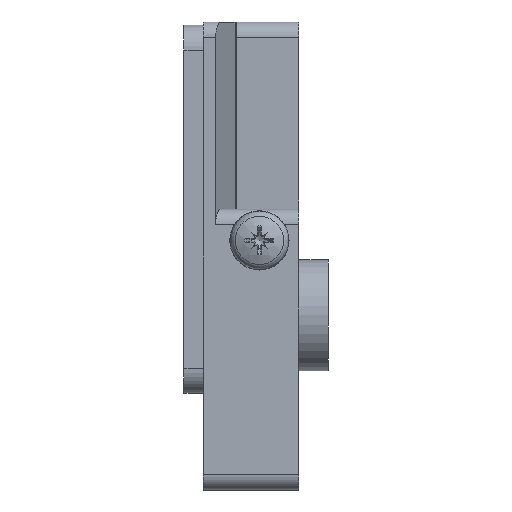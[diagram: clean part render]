
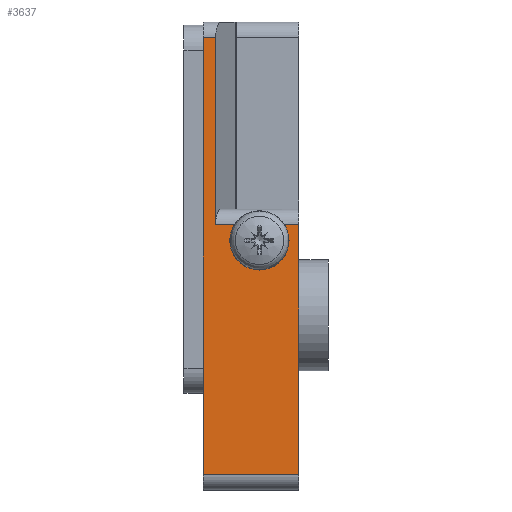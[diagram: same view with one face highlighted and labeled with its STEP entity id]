
A CAD part, left-side view. The second image highlights one B-rep face of the part: STEP entity #3637.
In plain terms, the highlighted planar face has unit normal (-1, 0, 0).
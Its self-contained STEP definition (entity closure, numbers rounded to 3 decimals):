
#351=PLANE('',#3954);
#461=FACE_OUTER_BOUND('',#666,.T.);
#666=EDGE_LOOP('',(#2580,#2581,#2582,#2583,#2584,#2585,#2586,#2587));
#890=LINE('',#5561,#1102);
#907=LINE('',#5611,#1119);
#909=LINE('',#5625,#1121);
#911=LINE('',#5631,#1123);
#912=LINE('',#5634,#1124);
#913=LINE('',#5637,#1125);
#914=LINE('',#5638,#1126);
#1102=VECTOR('',#4446,10.);
#1119=VECTOR('',#4487,10.);
#1121=VECTOR('',#4503,10.);
#1123=VECTOR('',#4511,10.);
#1124=VECTOR('',#4514,10.);
#1125=VECTOR('',#4517,10.);
#1126=VECTOR('',#4518,10.);
#1315=CIRCLE('',#3955,2.7);
#1544=VERTEX_POINT('',#5558);
#1545=VERTEX_POINT('',#5560);
#1565=VERTEX_POINT('',#5608);
#1566=VERTEX_POINT('',#5610);
#1570=VERTEX_POINT('',#5622);
#1571=VERTEX_POINT('',#5624);
#1573=VERTEX_POINT('',#5633);
#1574=VERTEX_POINT('',#5635);
#1935=EDGE_CURVE('',#1545,#1544,#890,.T.);
#1960=EDGE_CURVE('',#1566,#1565,#907,.T.);
#1967=EDGE_CURVE('',#1571,#1570,#909,.T.);
#1971=EDGE_CURVE('',#1566,#1570,#911,.T.);
#1972=EDGE_CURVE('',#1573,#1565,#912,.T.);
#1973=EDGE_CURVE('',#1573,#1574,#1315,.T.);
#1974=EDGE_CURVE('',#1545,#1574,#913,.T.);
#1975=EDGE_CURVE('',#1571,#1544,#914,.T.);
#2580=ORIENTED_EDGE('',*,*,#1971,.F.);
#2581=ORIENTED_EDGE('',*,*,#1960,.T.);
#2582=ORIENTED_EDGE('',*,*,#1972,.F.);
#2583=ORIENTED_EDGE('',*,*,#1973,.T.);
#2584=ORIENTED_EDGE('',*,*,#1974,.F.);
#2585=ORIENTED_EDGE('',*,*,#1935,.T.);
#2586=ORIENTED_EDGE('',*,*,#1975,.F.);
#2587=ORIENTED_EDGE('',*,*,#1967,.T.);
#3637=ADVANCED_FACE('',(#461),#351,.T.);
#3954=AXIS2_PLACEMENT_3D('',#5632,#4512,#4513);
#3955=AXIS2_PLACEMENT_3D('',#5636,#4515,#4516);
#4446=DIRECTION('',(0.,0.,1.));
#4487=DIRECTION('',(0.,0.,1.));
#4503=DIRECTION('',(0.,0.,-1.));
#4511=DIRECTION('',(0.,1.,0.));
#4512=DIRECTION('center_axis',(-1.,0.,0.));
#4513=DIRECTION('ref_axis',(0.,-1.,0.));
#4514=DIRECTION('',(0.,-1.,0.));
#4515=DIRECTION('center_axis',(1.,0.,0.));
#4516=DIRECTION('ref_axis',(0.,0.,-1.));
#4517=DIRECTION('',(0.,-1.,0.));
#4518=DIRECTION('',(0.,-1.,0.));
#5558=CARTESIAN_POINT('',(-15.,-2.,72.5));
#5560=CARTESIAN_POINT('',(-15.,-2.,42.5));
#5561=CARTESIAN_POINT('',(-15.,-2.,37.5));
#5608=CARTESIAN_POINT('',(-15.,-15.3,42.5));
#5610=CARTESIAN_POINT('',(-15.,-15.3,2.5));
#5611=CARTESIAN_POINT('',(-15.,-15.3,75.));
#5622=CARTESIAN_POINT('',(-15.,0.,2.5));
#5624=CARTESIAN_POINT('',(-15.,0.,72.5));
#5625=CARTESIAN_POINT('',(-15.,0.,75.));
#5631=CARTESIAN_POINT('',(-15.,0.,2.5));
#5632=CARTESIAN_POINT('Origin',(-15.,0.,0.));
#5633=CARTESIAN_POINT('',(-15.,-10.02,42.5));
#5634=CARTESIAN_POINT('',(-15.,-7.65,42.5));
#5635=CARTESIAN_POINT('',(-15.,-7.98,42.5));
#5636=CARTESIAN_POINT('Origin',(-15.,-9.,40.));
#5637=CARTESIAN_POINT('',(-15.,-7.65,42.5));
#5638=CARTESIAN_POINT('',(-15.,0.,72.5));
